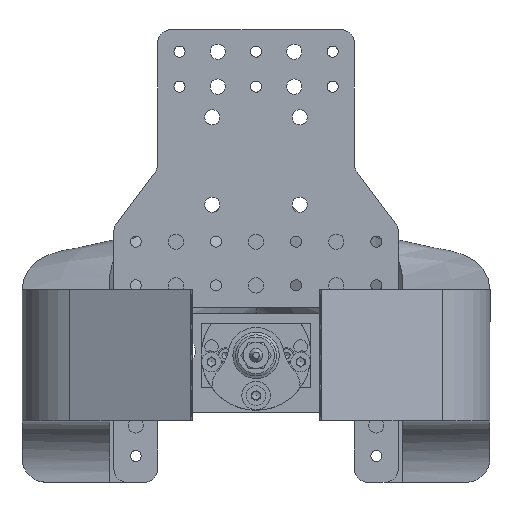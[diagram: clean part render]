
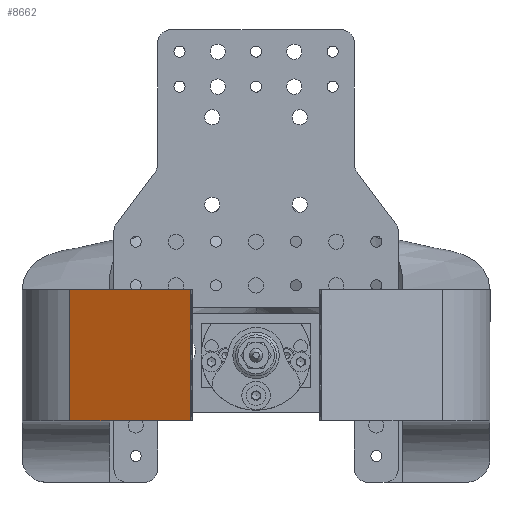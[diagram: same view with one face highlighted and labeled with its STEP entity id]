
A CAD part, front view. The second image highlights one B-rep face of the part: STEP entity #8662.
In plain terms, the highlighted face is planar.
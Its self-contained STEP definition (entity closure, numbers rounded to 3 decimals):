
#775=PLANE('',#9707);
#1246=FACE_OUTER_BOUND('',#1941,.T.);
#1941=EDGE_LOOP('',(#7892,#7893,#7894,#7895));
#2509=LINE('',#14740,#3140);
#2581=LINE('',#20389,#3212);
#2585=LINE('',#20398,#3216);
#2586=LINE('',#20400,#3217);
#3140=VECTOR('',#11898,10.);
#3212=VECTOR('',#12108,10.);
#3216=VECTOR('',#12118,10.);
#3217=VECTOR('',#12121,10.);
#4303=VERTEX_POINT('',#14737);
#4304=VERTEX_POINT('',#14739);
#4418=VERTEX_POINT('',#20388);
#4420=VERTEX_POINT('',#20396);
#5405=EDGE_CURVE('',#4304,#4303,#2509,.T.);
#5590=EDGE_CURVE('',#4304,#4418,#2581,.T.);
#5595=EDGE_CURVE('',#4303,#4420,#2585,.T.);
#5596=EDGE_CURVE('',#4418,#4420,#2586,.T.);
#7892=ORIENTED_EDGE('',*,*,#5405,.T.);
#7893=ORIENTED_EDGE('',*,*,#5595,.T.);
#7894=ORIENTED_EDGE('',*,*,#5596,.F.);
#7895=ORIENTED_EDGE('',*,*,#5590,.F.);
#8662=ADVANCED_FACE('',(#1246),#775,.T.);
#9707=AXIS2_PLACEMENT_3D('',#20399,#12119,#12120);
#11898=DIRECTION('',(0.905,0.,0.425));
#12108=DIRECTION('',(0.,1.,0.));
#12118=DIRECTION('',(0.,1.,0.));
#12119=DIRECTION('center_axis',(-0.425,0.,
0.905));
#12120=DIRECTION('ref_axis',(0.905,0.,0.425));
#12121=DIRECTION('',(0.905,0.,0.425));
#14737=CARTESIAN_POINT('',(-32.197,-2.473,257.076));
#14739=CARTESIAN_POINT('',(-59.778,-2.473,244.115));
#14740=CARTESIAN_POINT('',(-59.778,-2.473,244.115));
#20388=CARTESIAN_POINT('',(-59.778,27.527,244.115));
#20389=CARTESIAN_POINT('',(-59.778,-2.473,244.115));
#20396=CARTESIAN_POINT('',(-32.197,27.527,257.076));
#20398=CARTESIAN_POINT('',(-32.197,-2.473,257.076));
#20399=CARTESIAN_POINT('Origin',(-59.778,-2.473,244.115));
#20400=CARTESIAN_POINT('',(-59.778,27.527,244.115));
